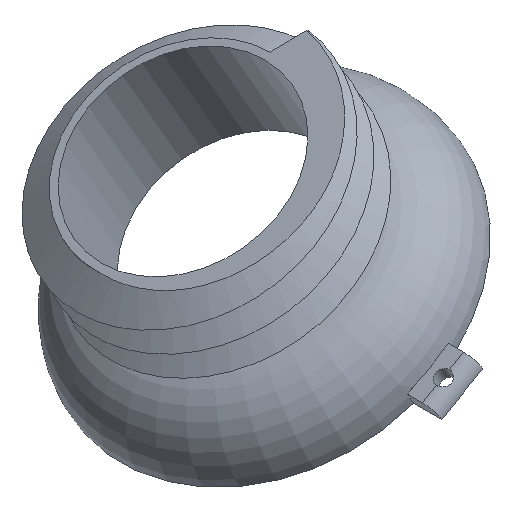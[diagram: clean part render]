
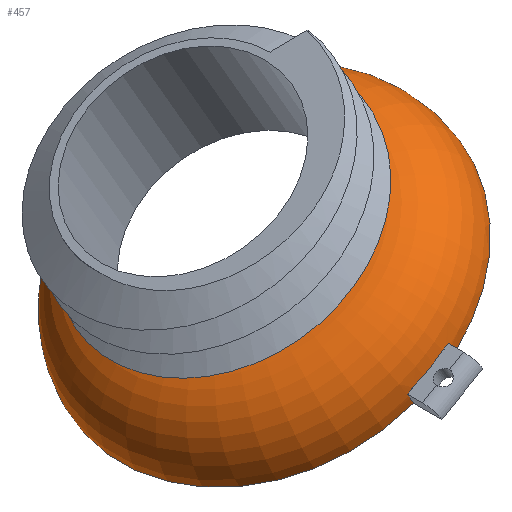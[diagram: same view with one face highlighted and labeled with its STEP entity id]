
A CAD part, isometric view. The second image highlights one B-rep face of the part: STEP entity #457.
In plain terms, the highlighted toroidal (fillet/blend) face has major radius 15 mm and minor radius 10 mm.
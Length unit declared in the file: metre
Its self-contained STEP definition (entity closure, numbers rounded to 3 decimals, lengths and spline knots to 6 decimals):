
#14=TOROIDAL_SURFACE('',#501,0.015,0.01);
#42=B_SPLINE_CURVE_WITH_KNOTS('',3,(#915,#916,#917,#918),.UNSPECIFIED.,
 .F.,.F.,(4,4),(0.00273,0.003755),.UNSPECIFIED.);
#43=B_SPLINE_CURVE_WITH_KNOTS('',3,(#921,#922,#923,#924),.UNSPECIFIED.,
 .F.,.F.,(4,4),(0.016037,0.017277),.UNSPECIFIED.);
#44=B_SPLINE_CURVE_WITH_KNOTS('',3,(#928,#929,#930,#931),.UNSPECIFIED.,
 .F.,.F.,(4,4),(0.002636,0.003872),.UNSPECIFIED.);
#45=B_SPLINE_CURVE_WITH_KNOTS('',3,(#933,#934,#935,#936),.UNSPECIFIED.,
 .F.,.F.,(4,4),(0.00273,0.003755),.UNSPECIFIED.);
#46=B_SPLINE_CURVE_WITH_KNOTS('',3,(#940,#941,#942,#943),.UNSPECIFIED.,
 .F.,.F.,(4,4),(0.001858,0.002891),.UNSPECIFIED.);
#47=B_SPLINE_CURVE_WITH_KNOTS('',3,(#945,#946,#947,#948),.UNSPECIFIED.,
 .F.,.F.,(4,4),(0.002636,0.003872),.UNSPECIFIED.);
#48=B_SPLINE_CURVE_WITH_KNOTS('',3,(#949,#950,#951,#952),.UNSPECIFIED.,
 .F.,.F.,(4,4),(0.016037,0.017277),.UNSPECIFIED.);
#49=B_SPLINE_CURVE_WITH_KNOTS('',3,(#954,#955,#956,#957),.UNSPECIFIED.,
 .F.,.F.,(4,4),(0.001858,0.002891),.UNSPECIFIED.);
#50=B_SPLINE_CURVE_WITH_KNOTS('',3,(#962,#963,#964,#965,#966,#967,#968,
#969,#970,#971,#972),.UNSPECIFIED.,.F.,.F.,(4,1,1,1,1,1,1,1,4),(0.001,
0.007322,0.013643,0.019964,0.026285,
0.032606,0.038927,0.045248,0.05157),
 .UNSPECIFIED.);
#51=B_SPLINE_CURVE_WITH_KNOTS('',3,(#974,#975,#976,#977),.UNSPECIFIED.,
 .F.,.F.,(4,4),(0.,0.003172),.UNSPECIFIED.);
#60=CIRCLE('',#496,0.024831);
#61=CIRCLE('',#499,0.015);
#63=CIRCLE('',#502,0.024831);
#64=CIRCLE('',#503,0.025);
#65=CIRCLE('',#504,0.025);
#66=CIRCLE('',#505,0.01);
#105=ORIENTED_EDGE('',*,*,#239,.F.);
#106=ORIENTED_EDGE('',*,*,#240,.T.);
#107=ORIENTED_EDGE('',*,*,#241,.F.);
#108=ORIENTED_EDGE('',*,*,#242,.T.);
#109=ORIENTED_EDGE('',*,*,#243,.T.);
#110=ORIENTED_EDGE('',*,*,#244,.F.);
#111=ORIENTED_EDGE('',*,*,#245,.T.);
#112=ORIENTED_EDGE('',*,*,#246,.F.);
#113=ORIENTED_EDGE('',*,*,#221,.T.);
#114=ORIENTED_EDGE('',*,*,#247,.F.);
#115=ORIENTED_EDGE('',*,*,#248,.F.);
#116=ORIENTED_EDGE('',*,*,#249,.F.);
#117=ORIENTED_EDGE('',*,*,#250,.F.);
#118=ORIENTED_EDGE('',*,*,#235,.F.);
#119=ORIENTED_EDGE('',*,*,#251,.F.);
#120=ORIENTED_EDGE('',*,*,#252,.T.);
#221=EDGE_CURVE('',#290,#289,#60,.F.);
#235=EDGE_CURVE('',#302,#303,#61,.T.);
#239=EDGE_CURVE('',#305,#306,#42,.T.);
#240=EDGE_CURVE('',#305,#307,#43,.T.);
#241=EDGE_CURVE('',#308,#307,#63,.F.);
#242=EDGE_CURVE('',#308,#309,#44,.T.);
#243=EDGE_CURVE('',#309,#310,#45,.T.);
#244=EDGE_CURVE('',#311,#310,#64,.F.);
#245=EDGE_CURVE('',#311,#312,#46,.T.);
#246=EDGE_CURVE('',#290,#312,#47,.T.);
#247=EDGE_CURVE('',#313,#289,#48,.T.);
#248=EDGE_CURVE('',#314,#313,#49,.T.);
#249=EDGE_CURVE('',#306,#314,#65,.F.);
#250=EDGE_CURVE('',#303,#315,#66,.F.);
#251=EDGE_CURVE('',#316,#302,#50,.T.);
#252=EDGE_CURVE('',#316,#315,#51,.T.);
#289=VERTEX_POINT('',#667);
#290=VERTEX_POINT('',#669);
#302=VERTEX_POINT('',#904);
#303=VERTEX_POINT('',#906);
#305=VERTEX_POINT('',#919);
#306=VERTEX_POINT('',#920);
#307=VERTEX_POINT('',#925);
#308=VERTEX_POINT('',#927);
#309=VERTEX_POINT('',#932);
#310=VERTEX_POINT('',#937);
#311=VERTEX_POINT('',#939);
#312=VERTEX_POINT('',#944);
#313=VERTEX_POINT('',#953);
#314=VERTEX_POINT('',#958);
#315=VERTEX_POINT('',#961);
#316=VERTEX_POINT('',#973);
#381=EDGE_LOOP('',(#105,#106,#107,#108,#109,#110,#111,#112,#113,#114,#115,
#116));
#382=EDGE_LOOP('',(#117,#118,#119,#120));
#416=FACE_BOUND('',#381,.T.);
#417=FACE_BOUND('',#382,.T.);
#457=ADVANCED_FACE('',(#416,#417),#14,.T.);
#496=AXIS2_PLACEMENT_3D('',#668,#549,#550);
#499=AXIS2_PLACEMENT_3D('',#905,#560,#561);
#501=AXIS2_PLACEMENT_3D('',#914,#565,#566);
#502=AXIS2_PLACEMENT_3D('',#926,#567,#568);
#503=AXIS2_PLACEMENT_3D('',#938,#569,#570);
#504=AXIS2_PLACEMENT_3D('',#959,#571,#572);
#505=AXIS2_PLACEMENT_3D('',#960,#573,#574);
#549=DIRECTION('',(0.5,0.,-0.866));
#550=DIRECTION('',(-0.866,0.,-0.5));
#560=DIRECTION('',(-0.5,0.,0.866));
#561=DIRECTION('',(0.866,0.,0.5));
#565=DIRECTION('',(-0.5,0.,0.866));
#566=DIRECTION('',(0.866,0.,0.5));
#567=DIRECTION('',(-0.5,0.,0.866));
#568=DIRECTION('',(0.866,0.,0.5));
#569=DIRECTION('',(-0.5,0.,0.866));
#570=DIRECTION('',(0.866,0.,0.5));
#571=DIRECTION('',(-0.5,0.,0.866));
#572=DIRECTION('',(0.866,0.,0.5));
#573=DIRECTION('',(0.,-1.,0.));
#574=DIRECTION('',(0.5,0.,-0.866));
#667=CARTESIAN_POINT('',(0.035795,-0.0247,0.102454));
#668=CARTESIAN_POINT('',(0.033585,0.,0.101178));
#669=CARTESIAN_POINT('',(0.031375,-0.0247,0.099902));
#904=CARTESIAN_POINT('',(0.016535,0.000944,0.100768));
#905=CARTESIAN_POINT('',(0.0295,0.,0.108253));
#906=CARTESIAN_POINT('',(0.04249,0.,0.115753));
#914=CARTESIAN_POINT('',(0.0345,0.,0.099593));
#915=CARTESIAN_POINT('',(0.037014,0.0247,0.102238));
#916=CARTESIAN_POINT('',(0.037185,0.024736,0.101943));
#917=CARTESIAN_POINT('',(0.037359,0.024754,0.101642));
#918=CARTESIAN_POINT('',(0.037531,0.024754,0.101343));
#919=CARTESIAN_POINT('',(0.037014,0.0247,0.102238));
#920=CARTESIAN_POINT('',(0.037531,0.024754,0.101343));
#921=CARTESIAN_POINT('',(0.037014,0.0247,0.102238));
#922=CARTESIAN_POINT('',(0.036633,0.0247,0.102404));
#923=CARTESIAN_POINT('',(0.036211,0.0247,0.102462));
#924=CARTESIAN_POINT('',(0.035795,0.0247,0.102454));
#925=CARTESIAN_POINT('',(0.035795,0.0247,0.102454));
#926=CARTESIAN_POINT('',(0.033585,0.,0.101178));
#927=CARTESIAN_POINT('',(0.031375,0.0247,0.099902));
#928=CARTESIAN_POINT('',(0.031375,0.0247,0.099902));
#929=CARTESIAN_POINT('',(0.031161,0.0247,0.099548));
#930=CARTESIAN_POINT('',(0.030999,0.0247,0.099154));
#931=CARTESIAN_POINT('',(0.030952,0.0247,0.098738));
#932=CARTESIAN_POINT('',(0.030952,0.0247,0.098738));
#933=CARTESIAN_POINT('',(0.030952,0.0247,0.098738));
#934=CARTESIAN_POINT('',(0.031123,0.024736,0.098443));
#935=CARTESIAN_POINT('',(0.031296,0.024754,0.098142));
#936=CARTESIAN_POINT('',(0.031469,0.024754,0.097843));
#937=CARTESIAN_POINT('',(0.031469,0.024754,0.097843));
#938=CARTESIAN_POINT('',(0.0345,0.,0.099593));
#939=CARTESIAN_POINT('',(0.031469,-0.024754,0.097843));
#940=CARTESIAN_POINT('',(0.031469,-0.024754,0.097843));
#941=CARTESIAN_POINT('',(0.031297,-0.024754,0.098141));
#942=CARTESIAN_POINT('',(0.031124,-0.024736,0.09844));
#943=CARTESIAN_POINT('',(0.030952,-0.0247,0.098738));
#944=CARTESIAN_POINT('',(0.030952,-0.0247,0.098738));
#945=CARTESIAN_POINT('',(0.031375,-0.0247,0.099902));
#946=CARTESIAN_POINT('',(0.031161,-0.0247,0.099548));
#947=CARTESIAN_POINT('',(0.030999,-0.0247,0.099154));
#948=CARTESIAN_POINT('',(0.030952,-0.0247,0.098738));
#949=CARTESIAN_POINT('',(0.037014,-0.0247,0.102238));
#950=CARTESIAN_POINT('',(0.036633,-0.0247,0.102404));
#951=CARTESIAN_POINT('',(0.036211,-0.0247,0.102462));
#952=CARTESIAN_POINT('',(0.035795,-0.0247,0.102454));
#953=CARTESIAN_POINT('',(0.037014,-0.0247,0.102238));
#954=CARTESIAN_POINT('',(0.037531,-0.024754,0.101343));
#955=CARTESIAN_POINT('',(0.037359,-0.024754,0.101641));
#956=CARTESIAN_POINT('',(0.037187,-0.024736,0.10194));
#957=CARTESIAN_POINT('',(0.037014,-0.0247,0.102238));
#958=CARTESIAN_POINT('',(0.037531,-0.024754,0.101343));
#959=CARTESIAN_POINT('',(0.0345,0.,0.099593));
#960=CARTESIAN_POINT('',(0.04749,0.,0.107093));
#961=CARTESIAN_POINT('',(0.042715,0.,0.115879));
#962=CARTESIAN_POINT('',(0.045546,0.001006,0.116893));
#963=CARTESIAN_POINT('',(0.045348,0.003113,0.116816));
#964=CARTESIAN_POINT('',(0.044291,0.007245,0.116284));
#965=CARTESIAN_POINT('',(0.040923,0.012417,0.114457));
#966=CARTESIAN_POINT('',(0.036211,0.015941,0.111829));
#967=CARTESIAN_POINT('',(0.0307,0.017246,0.108741));
#968=CARTESIAN_POINT('',(0.025164,0.01609,0.105629));
#969=CARTESIAN_POINT('',(0.020392,0.012674,0.102933));
#970=CARTESIAN_POINT('',(0.017191,0.007317,0.101134));
#971=CARTESIAN_POINT('',(0.016493,0.003081,0.100743));
#972=CARTESIAN_POINT('',(0.016535,0.000944,0.100768));
#973=CARTESIAN_POINT('',(0.045546,0.001006,0.116893));
#974=CARTESIAN_POINT('',(0.045546,0.001006,0.116893));
#975=CARTESIAN_POINT('',(0.044511,0.000809,0.116693));
#976=CARTESIAN_POINT('',(0.043565,0.000459,0.116341));
#977=CARTESIAN_POINT('',(0.042715,0.,0.115879));
